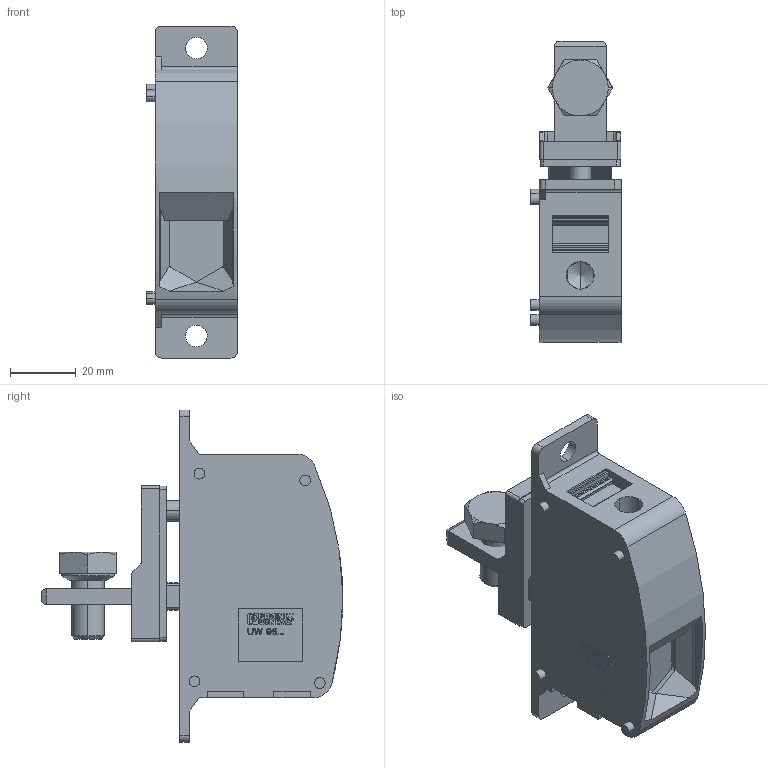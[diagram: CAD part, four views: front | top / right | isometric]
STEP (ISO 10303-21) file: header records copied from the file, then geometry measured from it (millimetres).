
FILE_DESCRIPTION(('Creo Elements/Direct Modeling STEP Export'),'2;1');
FILE_NAME('model.stp','2019-10-11T 0:18:27',(''),(''),'Creo Elements/Direct Modeling STEP processor for AP214 (Solid Model)','Creo Elements/Direct Modeling 20.1A 29-Sep-2018 (C) Parametric Technology GmbH','');
FILE_SCHEMA(('AUTOMOTIVE_DESIGN { 1 0 10303 214 1 1 1 1 }'));
Length unit declared in the file: millimetre
Products named in the file (6): UW_95-POT-F_S-A-select; Sealing-plate; UW95-Pot-select; washer; Hex_screw-M10X20; UW_95-POT-F_S-select
Assembly tree (5 placements, depth 2):
  UW_95-POT-F_S-select
    Hex_screw-M10X20
    washer
    UW95-Pot-select
    Sealing-plate
    UW_95-POT-F_S-A-select
Bounding box: 27.6 x 91.49 x 100.7 mm (x, y, z)
Volume: 95310.6 mm3; surface area: 29638.1 mm2
Topology: 5 solids, 5 shells, 1195 faces, 3347 edges, 2246 vertices
Faces by surface type: plane 846, cylinder 261, extrusion 66, cone 22
Entity records: 50137 total; most frequent: CARTESIAN_POINT 10104, ORIENTED_EDGE 6690, DIRECTION 5686, EDGE_CURVE 3345, VECTOR 2620, LINE 2554, VERTEX_POINT 2246, AXIS2_PLACEMENT_3D 1533
